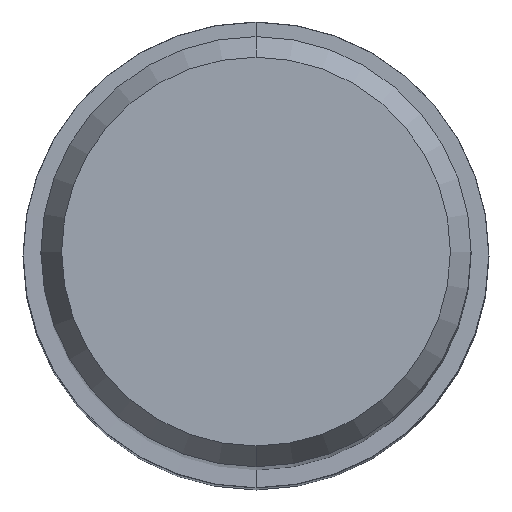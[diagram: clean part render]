
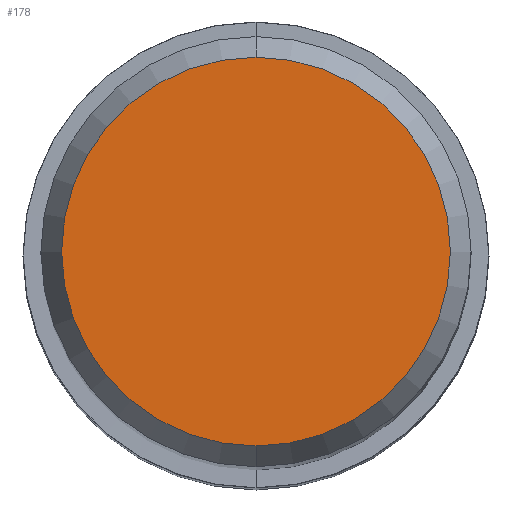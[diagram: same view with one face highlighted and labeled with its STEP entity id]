
A CAD part, top view. The second image highlights one B-rep face of the part: STEP entity #178.
In plain terms, the highlighted planar face has unit normal (0, 0, 1).
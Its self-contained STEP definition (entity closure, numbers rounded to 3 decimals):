
#122=VERTEX_POINT('',#302);
#134=VERTEX_POINT('',#316);
#160=EDGE_CURVE('',#134,#122,#343,.T.);
#178=ADVANCED_FACE('',(#365),#366,.T.);
#202=EDGE_CURVE('',#122,#134,#392,.T.);
#302=CARTESIAN_POINT('',(0.0,4.304,0.01));
#316=CARTESIAN_POINT('',(0.,-4.304,0.01));
#343=CIRCLE('',#551,4.304);
#365=FACE_OUTER_BOUND('',#576,.T.);
#366=PLANE('',#577);
#392=CIRCLE('',#611,4.304);
#551=AXIS2_PLACEMENT_3D('',#766,#767,#768);
#576=EDGE_LOOP('',(#806,#807));
#577=AXIS2_PLACEMENT_3D('',#808,#809,#810);
#611=AXIS2_PLACEMENT_3D('',#837,#838,#839);
#766=CARTESIAN_POINT('',(0.0,0.0,0.01));
#767=DIRECTION('',(0.0,0.0,-1.0));
#768=DIRECTION('',(0.0,1.0,0.0));
#806=ORIENTED_EDGE('',*,*,#202,.F.);
#807=ORIENTED_EDGE('',*,*,#160,.F.);
#808=CARTESIAN_POINT('',(0.0,2.152,0.01));
#809=DIRECTION('',(-0.0,0.0,1.0));
#810=DIRECTION('',(0.0,-1.0,0.0));
#837=CARTESIAN_POINT('',(0.0,0.0,0.01));
#838=DIRECTION('',(0.0,0.0,-1.0));
#839=DIRECTION('',(0.0,1.0,0.0));
